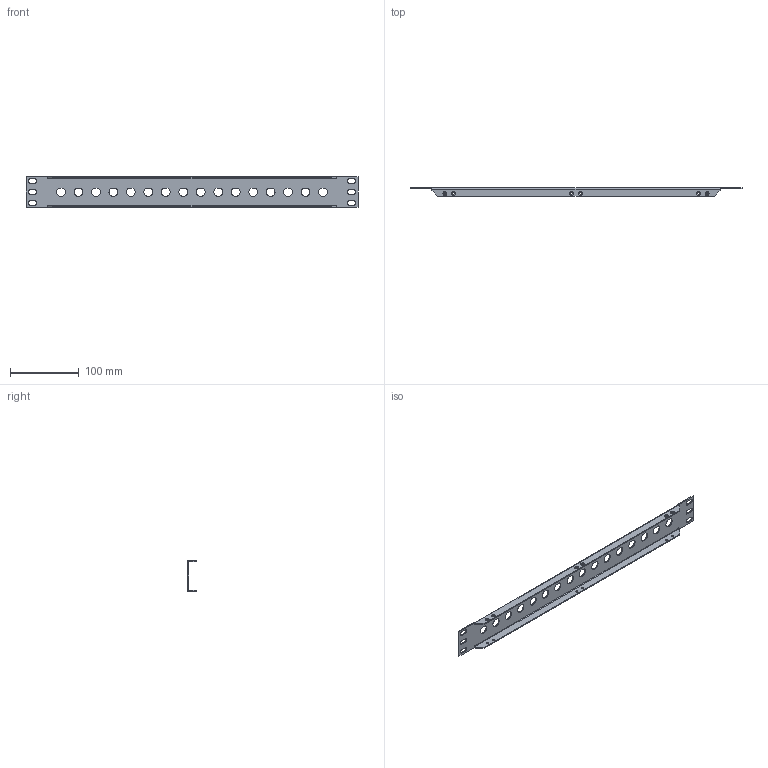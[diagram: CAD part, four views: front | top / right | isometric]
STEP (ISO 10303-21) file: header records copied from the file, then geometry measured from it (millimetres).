
FILE_DESCRIPTION (( 'STEP AP214' ), '1' );
FILE_NAME ('PR175-16BLK.STEP', '2018-08-30T20:08:30', ( '' ), ( '' ), 'SwSTEP 2.0', 'SolidWorks 2017', '' );
FILE_SCHEMA (( 'AUTOMOTIVE_DESIGN' ));
Length unit declared in the file: inch
Products named in the file (1): PR175-16BLK
Bounding box: 482.6 x 12.7 x 43.94 mm (x, y, z)
Volume: 41549.8 mm3; surface area: 57750.3 mm2
Topology: 1 solids, 1 shells, 557 faces, 1496 edges, 984 vertices
Faces by surface type: plane 325, bspline 152, cylinder 56, cone 24
Entity records: 30223 total; most frequent: CARTESIAN_POINT 9782, ORIENTED_EDGE 2992, DIRECTION 2140, EDGE_CURVE 1496, VECTOR 1056, LINE 1056, VERTEX_POINT 984, EDGE_LOOP 668
